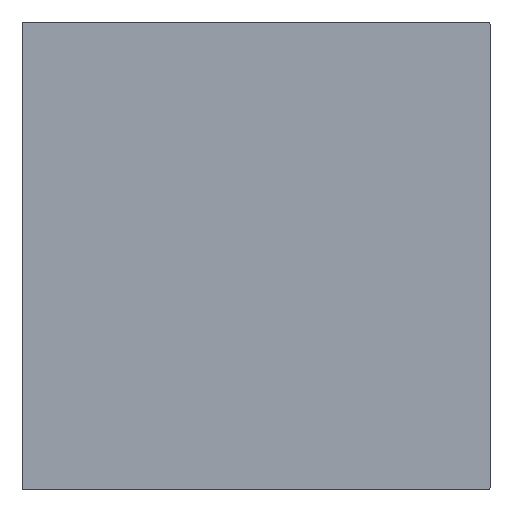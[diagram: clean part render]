
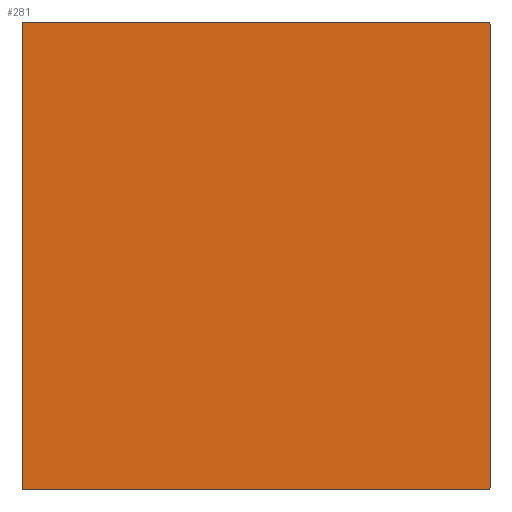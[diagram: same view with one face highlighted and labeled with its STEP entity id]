
A CAD part, top view. The second image highlights one B-rep face of the part: STEP entity #281.
In plain terms, the highlighted planar face has unit normal (0, 0, 1).
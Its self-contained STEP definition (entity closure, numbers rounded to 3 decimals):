
#33 = VERTEX_POINT('',#34);
#34 = CARTESIAN_POINT('',(-52.285,51.8,2.5));
#39 = EDGE_CURVE('',#40,#33,#42,.T.);
#40 = VERTEX_POINT('',#41);
#41 = CARTESIAN_POINT('',(-51.8,52.285,2.5));
#42 = CIRCLE('',#43,0.485);
#43 = AXIS2_PLACEMENT_3D('',#44,#45,#46);
#44 = CARTESIAN_POINT('',(-51.8,51.8,2.5));
#45 = DIRECTION('',(0.,0.,1.));
#46 = DIRECTION('',(1.,0.,0.));
#70 = VERTEX_POINT('',#71);
#71 = CARTESIAN_POINT('',(-52.285,-51.8,2.5));
#76 = EDGE_CURVE('',#70,#33,#77,.T.);
#77 = LINE('',#78,#79);
#78 = CARTESIAN_POINT('',(-52.285,-51.8,2.5));
#79 = VECTOR('',#80,1.);
#80 = DIRECTION('',(0.,1.,0.));
#101 = VERTEX_POINT('',#102);
#102 = CARTESIAN_POINT('',(-51.8,-52.285,2.5));
#107 = EDGE_CURVE('',#70,#101,#108,.T.);
#108 = CIRCLE('',#109,0.485);
#109 = AXIS2_PLACEMENT_3D('',#110,#111,#112);
#110 = CARTESIAN_POINT('',(-51.8,-51.8,2.5));
#111 = DIRECTION('',(0.,0.,1.));
#112 = DIRECTION('',(1.,0.,0.));
#132 = VERTEX_POINT('',#133);
#133 = CARTESIAN_POINT('',(51.8,-52.285,2.5));
#138 = EDGE_CURVE('',#132,#101,#139,.T.);
#139 = LINE('',#140,#141);
#140 = CARTESIAN_POINT('',(51.8,-52.285,2.5));
#141 = VECTOR('',#142,1.);
#142 = DIRECTION('',(-1.,0.,0.));
#163 = VERTEX_POINT('',#164);
#164 = CARTESIAN_POINT('',(52.285,-51.8,2.5));
#169 = EDGE_CURVE('',#132,#163,#170,.T.);
#170 = CIRCLE('',#171,0.485);
#171 = AXIS2_PLACEMENT_3D('',#172,#173,#174);
#172 = CARTESIAN_POINT('',(51.8,-51.8,2.5));
#173 = DIRECTION('',(0.,0.,1.));
#174 = DIRECTION('',(1.,0.,0.));
#194 = VERTEX_POINT('',#195);
#195 = CARTESIAN_POINT('',(52.285,51.8,2.5));
#200 = EDGE_CURVE('',#194,#163,#201,.T.);
#201 = LINE('',#202,#203);
#202 = CARTESIAN_POINT('',(52.285,51.8,2.5));
#203 = VECTOR('',#204,1.);
#204 = DIRECTION('',(0.,-1.,0.));
#225 = VERTEX_POINT('',#226);
#226 = CARTESIAN_POINT('',(51.8,52.285,2.5));
#231 = EDGE_CURVE('',#194,#225,#232,.T.);
#232 = CIRCLE('',#233,0.485);
#233 = AXIS2_PLACEMENT_3D('',#234,#235,#236);
#234 = CARTESIAN_POINT('',(51.8,51.8,2.5));
#235 = DIRECTION('',(0.,0.,1.));
#236 = DIRECTION('',(1.,0.,0.));
#254 = EDGE_CURVE('',#40,#225,#255,.T.);
#255 = LINE('',#256,#257);
#256 = CARTESIAN_POINT('',(-51.8,52.285,2.5));
#257 = VECTOR('',#258,1.);
#258 = DIRECTION('',(1.,0.,0.));
#281 = ADVANCED_FACE('',(#282),#292,.T.);
#282 = FACE_BOUND('',#283,.T.);
#283 = EDGE_LOOP('',(#284,#285,#286,#287,#288,#289,#290,#291));
#284 = ORIENTED_EDGE('',*,*,#39,.T.);
#285 = ORIENTED_EDGE('',*,*,#76,.F.);
#286 = ORIENTED_EDGE('',*,*,#107,.T.);
#287 = ORIENTED_EDGE('',*,*,#138,.F.);
#288 = ORIENTED_EDGE('',*,*,#169,.T.);
#289 = ORIENTED_EDGE('',*,*,#200,.F.);
#290 = ORIENTED_EDGE('',*,*,#231,.T.);
#291 = ORIENTED_EDGE('',*,*,#254,.F.);
#292 = PLANE('',#293);
#293 = AXIS2_PLACEMENT_3D('',#294,#295,#296);
#294 = CARTESIAN_POINT('',(-51.8,51.8,2.5));
#295 = DIRECTION('',(0.,0.,1.));
#296 = DIRECTION('',(1.,0.,0.));
